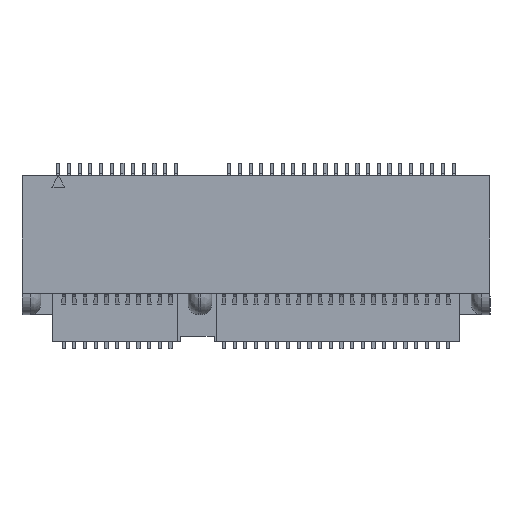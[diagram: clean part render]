
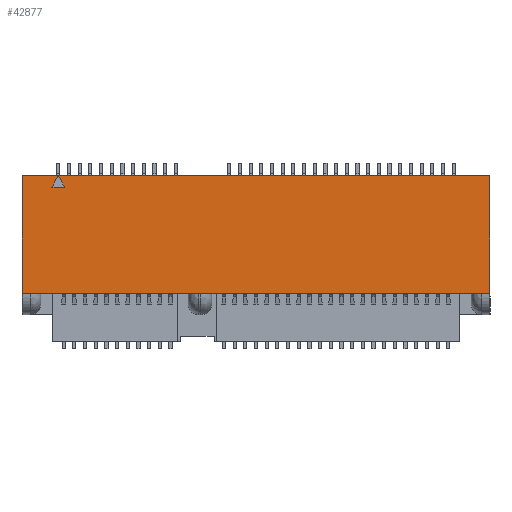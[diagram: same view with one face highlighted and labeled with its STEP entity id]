
A CAD part, top view. The second image highlights one B-rep face of the part: STEP entity #42877.
In plain terms, the highlighted face is planar.
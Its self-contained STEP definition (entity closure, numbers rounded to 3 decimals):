
#88=FACE_BOUND('',#4781,.T.);
#3374=FACE_OUTER_BOUND('',#4780,.T.);
#4780=EDGE_LOOP('',(#36371,#36372,#36373,#36374));
#4781=EDGE_LOOP('',(#36375,#36376,#36377));
#7907=LINE('',#66453,#14355);
#7908=LINE('',#66455,#14356);
#7909=LINE('',#66457,#14357);
#7910=LINE('',#66458,#14358);
#7911=LINE('',#66461,#14359);
#7912=LINE('',#66463,#14360);
#7913=LINE('',#66464,#14361);
#14355=VECTOR('',#53060,10.);
#14356=VECTOR('',#53061,10.);
#14357=VECTOR('',#53062,10.);
#14358=VECTOR('',#53063,10.);
#14359=VECTOR('',#53064,10.);
#14360=VECTOR('',#53065,10.);
#14361=VECTOR('',#53066,10.);
#21267=VERTEX_POINT('',#66451);
#21268=VERTEX_POINT('',#66452);
#21269=VERTEX_POINT('',#66454);
#21270=VERTEX_POINT('',#66456);
#21271=VERTEX_POINT('',#66459);
#21272=VERTEX_POINT('',#66460);
#21273=VERTEX_POINT('',#66462);
#28819=EDGE_CURVE('',#21267,#21268,#7907,.T.);
#28820=EDGE_CURVE('',#21268,#21269,#7908,.T.);
#28821=EDGE_CURVE('',#21269,#21270,#7909,.T.);
#28822=EDGE_CURVE('',#21270,#21267,#7910,.T.);
#28823=EDGE_CURVE('',#21271,#21272,#7911,.T.);
#28824=EDGE_CURVE('',#21272,#21273,#7912,.T.);
#28825=EDGE_CURVE('',#21273,#21271,#7913,.T.);
#36371=ORIENTED_EDGE('',*,*,#28819,.T.);
#36372=ORIENTED_EDGE('',*,*,#28820,.T.);
#36373=ORIENTED_EDGE('',*,*,#28821,.T.);
#36374=ORIENTED_EDGE('',*,*,#28822,.T.);
#36375=ORIENTED_EDGE('',*,*,#28823,.T.);
#36376=ORIENTED_EDGE('',*,*,#28824,.T.);
#36377=ORIENTED_EDGE('',*,*,#28825,.T.);
#41667=PLANE('',#47458);
#42877=ADVANCED_FACE('',(#3374,#88),#41667,.T.);
#47458=AXIS2_PLACEMENT_3D('',#66450,#53058,#53059);
#53058=DIRECTION('center_axis',(0.,1.,0.));
#53059=DIRECTION('ref_axis',(0.,0.,-1.));
#53060=DIRECTION('',(1.,0.,0.));
#53061=DIRECTION('',(0.,0.,-1.));
#53062=DIRECTION('',(-1.,0.,0.));
#53063=DIRECTION('',(0.,0.,1.));
#53064=DIRECTION('',(0.5,0.,0.866));
#53065=DIRECTION('',(-1.,0.,0.));
#53066=DIRECTION('',(0.5,0.,-0.866));
#66450=CARTESIAN_POINT('Origin',(-13.14,1.885,-8.3));
#66451=CARTESIAN_POINT('',(-10.95,1.885,-2.25));
#66452=CARTESIAN_POINT('',(10.95,1.885,-2.25));
#66453=CARTESIAN_POINT('',(-10.575,1.885,-2.25));
#66454=CARTESIAN_POINT('',(10.95,1.885,-7.75));
#66455=CARTESIAN_POINT('',(10.95,1.885,-2.25));
#66456=CARTESIAN_POINT('',(-10.95,1.885,-7.75));
#66457=CARTESIAN_POINT('',(10.95,1.885,-7.75));
#66458=CARTESIAN_POINT('',(-10.95,1.885,-7.75));
#66459=CARTESIAN_POINT('',(-9.25,1.885,-7.74));
#66460=CARTESIAN_POINT('',(-8.95,1.885,-7.22));
#66461=CARTESIAN_POINT('',(-9.25,1.885,-7.74));
#66462=CARTESIAN_POINT('',(-9.55,1.885,-7.22));
#66463=CARTESIAN_POINT('',(-8.95,1.885,-7.22));
#66464=CARTESIAN_POINT('',(-9.55,1.885,-7.22));
